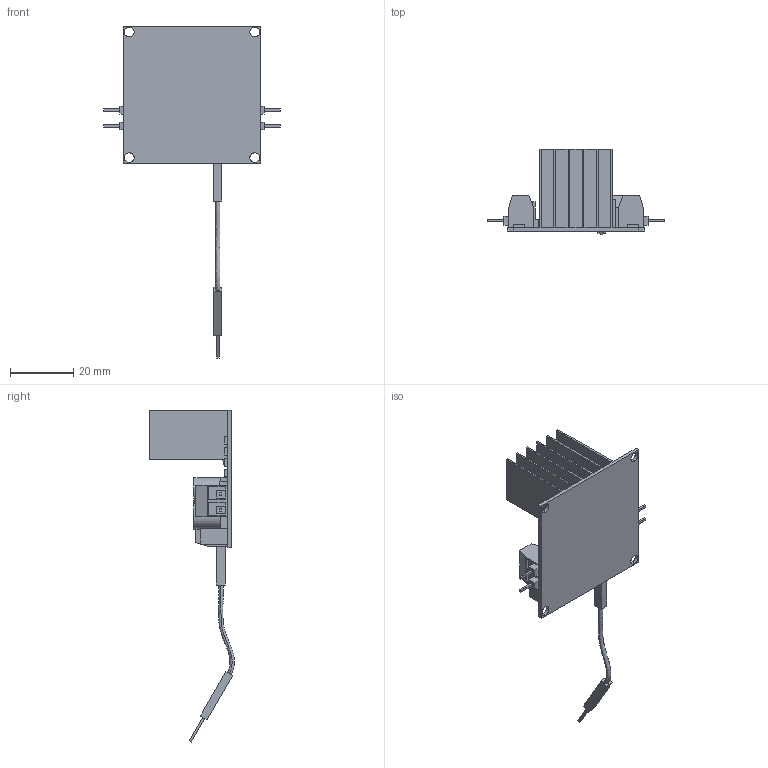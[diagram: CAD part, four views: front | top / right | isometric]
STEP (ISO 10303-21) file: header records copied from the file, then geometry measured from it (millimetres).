
FILE_DESCRIPTION (( 'STEP AP214' ), '1' );
FILE_NAME ('B3.STEP', '2021-05-14T19:39:05', ( '' ), ( '' ), 'SwSTEP 2.0', 'SolidWorks 2020', '' );
FILE_SCHEMA (( 'AUTOMOTIVE_DESIGN' ));
Length unit declared in the file: millimetre
Products named in the file (1): B3
Bounding box: 55.7 x 26.69 x 104.61 mm (x, y, z)
Volume: 9301.9 mm3; surface area: 11244.9 mm2
Topology: 1 solids, 1 shells, 381 faces, 938 edges, 602 vertices
Faces by surface type: plane 349, cylinder 30, bspline 2
Entity records: 11234 total; most frequent: CARTESIAN_POINT 2110, ORIENTED_EDGE 1876, DIRECTION 1760, EDGE_CURVE 938, LINE 872, VECTOR 872, VERTEX_POINT 602, EDGE_LOOP 448
